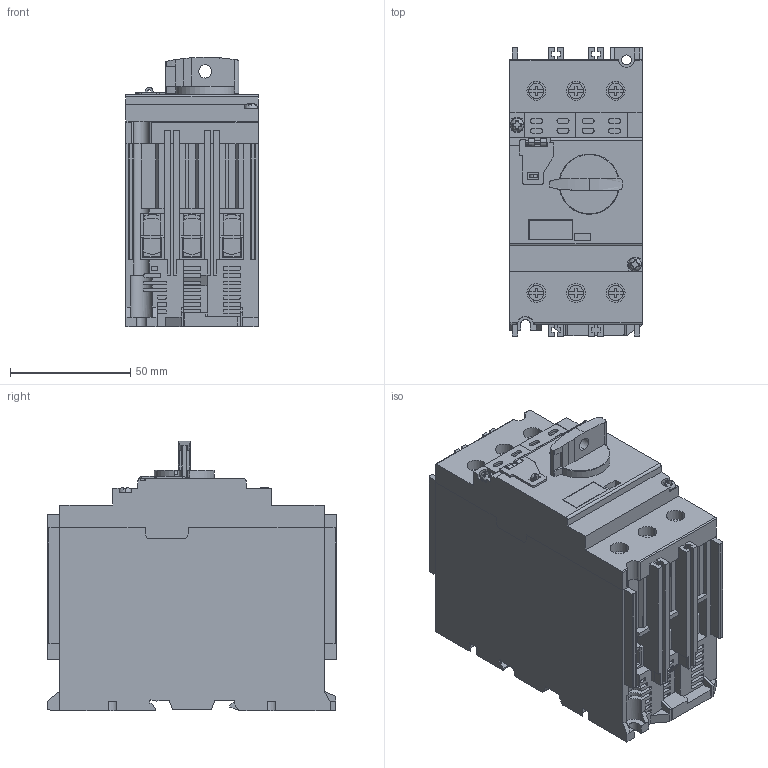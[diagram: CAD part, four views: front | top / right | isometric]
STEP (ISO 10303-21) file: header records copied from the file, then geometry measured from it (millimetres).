
FILE_DESCRIPTION (( 'STEP AP214' ), '1' );
FILE_NAME ('BM3VHB-025.step', '2019-06-20T11:34:18', ( '' ), ( '' ), 'SwSTEP 2.0', 'SolidWorks 2018', '' );
FILE_SCHEMA (( 'AUTOMOTIVE_DESIGN' ));
Length unit declared in the file: inch
Products named in the file (1): BM3VHB-025
Bounding box: 55 x 120 x 112 mm (x, y, z)
Volume: 468399.8 mm3; surface area: 106299.5 mm2
Topology: 28 solids, 28 shells, 1458 faces, 4066 edges, 2680 vertices
Faces by surface type: plane 1016, cylinder 431, cone 7, bspline 4
Entity records: 67104 total; most frequent: CARTESIAN_POINT 9631, ORIENTED_EDGE 8132, DIRECTION 7665, EDGE_CURVE 4066, LINE 3085, VECTOR 3085, VERTEX_POINT 2680, AXIS2_PLACEMENT_3D 2290
